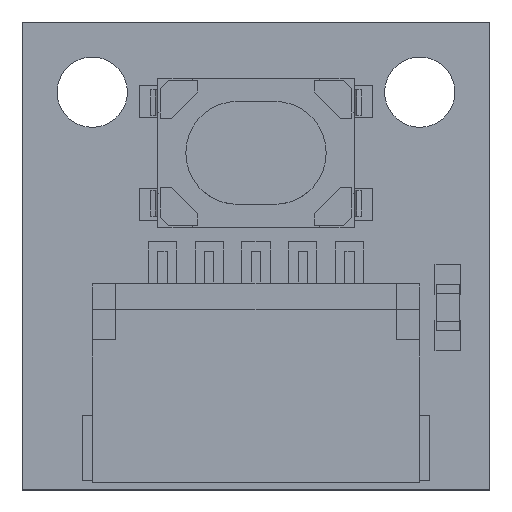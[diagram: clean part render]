
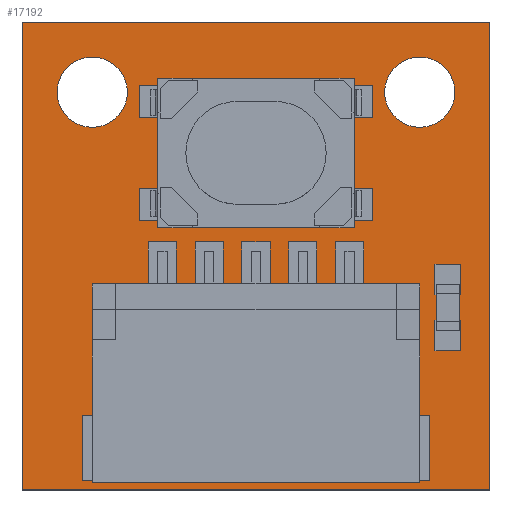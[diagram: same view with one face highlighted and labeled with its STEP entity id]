
A CAD part, top view. The second image highlights one B-rep face of the part: STEP entity #17192.
In plain terms, the highlighted planar face has unit normal (0, 0, 1).
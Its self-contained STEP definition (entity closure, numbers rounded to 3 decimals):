
#16716 = VERTEX_POINT('',#16717);
#16717 = CARTESIAN_POINT('',(15.,10.,0.6));
#16724 = PLANE('',#16725);
#16725 = AXIS2_PLACEMENT_3D('',#16726,#16727,#16728);
#16726 = CARTESIAN_POINT('',(15.,10.,0.));
#16727 = DIRECTION('',(0.,1.,0.));
#16728 = DIRECTION('',(1.,0.,0.));
#16736 = PLANE('',#16737);
#16737 = AXIS2_PLACEMENT_3D('',#16738,#16739,#16740);
#16738 = CARTESIAN_POINT('',(15.,20.,0.));
#16739 = DIRECTION('',(1.,0.,0.));
#16740 = DIRECTION('',(0.,-1.,0.));
#16748 = EDGE_CURVE('',#16716,#16749,#16751,.T.);
#16749 = VERTEX_POINT('',#16750);
#16750 = CARTESIAN_POINT('',(25.,10.,0.6));
#16751 = SURFACE_CURVE('',#16752,(#16756,#16763),.PCURVE_S1.);
#16752 = LINE('',#16753,#16754);
#16753 = CARTESIAN_POINT('',(15.,10.,0.6));
#16754 = VECTOR('',#16755,1.);
#16755 = DIRECTION('',(1.,0.,0.));
#16756 = PCURVE('',#16724,#16757);
#16757 = DEFINITIONAL_REPRESENTATION('',(#16758),#16762);
#16758 = LINE('',#16759,#16760);
#16759 = CARTESIAN_POINT('',(0.,-0.6));
#16760 = VECTOR('',#16761,1.);
#16761 = DIRECTION('',(1.,0.));
#16762 = ( GEOMETRIC_REPRESENTATION_CONTEXT(2) 
PARAMETRIC_REPRESENTATION_CONTEXT() REPRESENTATION_CONTEXT('2D SPACE',''
  ) );
#16763 = PCURVE('',#16764,#16769);
#16764 = PLANE('',#16765);
#16765 = AXIS2_PLACEMENT_3D('',#16766,#16767,#16768);
#16766 = CARTESIAN_POINT('',(20.,15.,0.6));
#16767 = DIRECTION('',(0.,0.,1.));
#16768 = DIRECTION('',(1.,0.,-0.));
#16769 = DEFINITIONAL_REPRESENTATION('',(#16770),#16774);
#16770 = LINE('',#16771,#16772);
#16771 = CARTESIAN_POINT('',(-5.,-5.));
#16772 = VECTOR('',#16773,1.);
#16773 = DIRECTION('',(1.,0.));
#16774 = ( GEOMETRIC_REPRESENTATION_CONTEXT(2) 
PARAMETRIC_REPRESENTATION_CONTEXT() REPRESENTATION_CONTEXT('2D SPACE',''
  ) );
#16792 = PLANE('',#16793);
#16793 = AXIS2_PLACEMENT_3D('',#16794,#16795,#16796);
#16794 = CARTESIAN_POINT('',(25.,10.,0.));
#16795 = DIRECTION('',(-1.,0.,0.));
#16796 = DIRECTION('',(0.,1.,0.));
#16836 = VERTEX_POINT('',#16837);
#16837 = CARTESIAN_POINT('',(15.,20.,0.6));
#16851 = PLANE('',#16852);
#16852 = AXIS2_PLACEMENT_3D('',#16853,#16854,#16855);
#16853 = CARTESIAN_POINT('',(25.,20.,0.));
#16854 = DIRECTION('',(0.,-1.,0.));
#16855 = DIRECTION('',(-1.,0.,0.));
#16863 = EDGE_CURVE('',#16836,#16716,#16864,.T.);
#16864 = SURFACE_CURVE('',#16865,(#16869,#16876),.PCURVE_S1.);
#16865 = LINE('',#16866,#16867);
#16866 = CARTESIAN_POINT('',(15.,20.,0.6));
#16867 = VECTOR('',#16868,1.);
#16868 = DIRECTION('',(0.,-1.,0.));
#16869 = PCURVE('',#16736,#16870);
#16870 = DEFINITIONAL_REPRESENTATION('',(#16871),#16875);
#16871 = LINE('',#16872,#16873);
#16872 = CARTESIAN_POINT('',(0.,-0.6));
#16873 = VECTOR('',#16874,1.);
#16874 = DIRECTION('',(1.,0.));
#16875 = ( GEOMETRIC_REPRESENTATION_CONTEXT(2) 
PARAMETRIC_REPRESENTATION_CONTEXT() REPRESENTATION_CONTEXT('2D SPACE',''
  ) );
#16876 = PCURVE('',#16764,#16877);
#16877 = DEFINITIONAL_REPRESENTATION('',(#16878),#16882);
#16878 = LINE('',#16879,#16880);
#16879 = CARTESIAN_POINT('',(-5.,5.));
#16880 = VECTOR('',#16881,1.);
#16881 = DIRECTION('',(0.,-1.));
#16882 = ( GEOMETRIC_REPRESENTATION_CONTEXT(2) 
PARAMETRIC_REPRESENTATION_CONTEXT() REPRESENTATION_CONTEXT('2D SPACE',''
  ) );
#16910 = EDGE_CURVE('',#16749,#16911,#16913,.T.);
#16911 = VERTEX_POINT('',#16912);
#16912 = CARTESIAN_POINT('',(25.,20.,0.6));
#16913 = SURFACE_CURVE('',#16914,(#16918,#16925),.PCURVE_S1.);
#16914 = LINE('',#16915,#16916);
#16915 = CARTESIAN_POINT('',(25.,10.,0.6));
#16916 = VECTOR('',#16917,1.);
#16917 = DIRECTION('',(0.,1.,0.));
#16918 = PCURVE('',#16792,#16919);
#16919 = DEFINITIONAL_REPRESENTATION('',(#16920),#16924);
#16920 = LINE('',#16921,#16922);
#16921 = CARTESIAN_POINT('',(0.,-0.6));
#16922 = VECTOR('',#16923,1.);
#16923 = DIRECTION('',(1.,0.));
#16924 = ( GEOMETRIC_REPRESENTATION_CONTEXT(2) 
PARAMETRIC_REPRESENTATION_CONTEXT() REPRESENTATION_CONTEXT('2D SPACE',''
  ) );
#16925 = PCURVE('',#16764,#16926);
#16926 = DEFINITIONAL_REPRESENTATION('',(#16927),#16931);
#16927 = LINE('',#16928,#16929);
#16928 = CARTESIAN_POINT('',(5.,-5.));
#16929 = VECTOR('',#16930,1.);
#16930 = DIRECTION('',(0.,1.));
#16931 = ( GEOMETRIC_REPRESENTATION_CONTEXT(2) 
PARAMETRIC_REPRESENTATION_CONTEXT() REPRESENTATION_CONTEXT('2D SPACE',''
  ) );
#16981 = EDGE_CURVE('',#16911,#16836,#16982,.T.);
#16982 = SURFACE_CURVE('',#16983,(#16987,#16994),.PCURVE_S1.);
#16983 = LINE('',#16984,#16985);
#16984 = CARTESIAN_POINT('',(25.,20.,0.6));
#16985 = VECTOR('',#16986,1.);
#16986 = DIRECTION('',(-1.,0.,0.));
#16987 = PCURVE('',#16851,#16988);
#16988 = DEFINITIONAL_REPRESENTATION('',(#16989),#16993);
#16989 = LINE('',#16990,#16991);
#16990 = CARTESIAN_POINT('',(0.,-0.6));
#16991 = VECTOR('',#16992,1.);
#16992 = DIRECTION('',(1.,0.));
#16993 = ( GEOMETRIC_REPRESENTATION_CONTEXT(2) 
PARAMETRIC_REPRESENTATION_CONTEXT() REPRESENTATION_CONTEXT('2D SPACE',''
  ) );
#16994 = PCURVE('',#16764,#16995);
#16995 = DEFINITIONAL_REPRESENTATION('',(#16996),#17000);
#16996 = LINE('',#16997,#16998);
#16997 = CARTESIAN_POINT('',(5.,5.));
#16998 = VECTOR('',#16999,1.);
#16999 = DIRECTION('',(-1.,0.));
#17000 = ( GEOMETRIC_REPRESENTATION_CONTEXT(2) 
PARAMETRIC_REPRESENTATION_CONTEXT() REPRESENTATION_CONTEXT('2D SPACE',''
  ) );
#17037 = CYLINDRICAL_SURFACE('',#17038,0.751);
#17038 = AXIS2_PLACEMENT_3D('',#17039,#17040,#17041);
#17039 = CARTESIAN_POINT('',(16.5,18.5,0.));
#17040 = DIRECTION('',(-0.,-0.,-1.));
#17041 = DIRECTION('',(1.,0.,0.));
#17057 = VERTEX_POINT('',#17058);
#17058 = CARTESIAN_POINT('',(17.251,18.5,0.6));
#17079 = EDGE_CURVE('',#17057,#17057,#17080,.T.);
#17080 = SURFACE_CURVE('',#17081,(#17086,#17093),.PCURVE_S1.);
#17081 = CIRCLE('',#17082,0.751);
#17082 = AXIS2_PLACEMENT_3D('',#17083,#17084,#17085);
#17083 = CARTESIAN_POINT('',(16.5,18.5,0.6));
#17084 = DIRECTION('',(0.,0.,1.));
#17085 = DIRECTION('',(1.,0.,-0.));
#17086 = PCURVE('',#17037,#17087);
#17087 = DEFINITIONAL_REPRESENTATION('',(#17088),#17092);
#17088 = LINE('',#17089,#17090);
#17089 = CARTESIAN_POINT('',(6.283,-0.6));
#17090 = VECTOR('',#17091,1.);
#17091 = DIRECTION('',(-1.,0.));
#17092 = ( GEOMETRIC_REPRESENTATION_CONTEXT(2) 
PARAMETRIC_REPRESENTATION_CONTEXT() REPRESENTATION_CONTEXT('2D SPACE',''
  ) );
#17093 = PCURVE('',#16764,#17094);
#17094 = DEFINITIONAL_REPRESENTATION('',(#17095),#17099);
#17095 = CIRCLE('',#17096,0.751);
#17096 = AXIS2_PLACEMENT_2D('',#17097,#17098);
#17097 = CARTESIAN_POINT('',(-3.5,3.5));
#17098 = DIRECTION('',(1.,0.));
#17099 = ( GEOMETRIC_REPRESENTATION_CONTEXT(2) 
PARAMETRIC_REPRESENTATION_CONTEXT() REPRESENTATION_CONTEXT('2D SPACE',''
  ) );
#17115 = CYLINDRICAL_SURFACE('',#17116,0.751);
#17116 = AXIS2_PLACEMENT_3D('',#17117,#17118,#17119);
#17117 = CARTESIAN_POINT('',(23.5,18.5,0.));
#17118 = DIRECTION('',(-0.,-0.,-1.));
#17119 = DIRECTION('',(1.,0.,0.));
#17135 = VERTEX_POINT('',#17136);
#17136 = CARTESIAN_POINT('',(24.251,18.5,0.6));
#17157 = EDGE_CURVE('',#17135,#17135,#17158,.T.);
#17158 = SURFACE_CURVE('',#17159,(#17164,#17171),.PCURVE_S1.);
#17159 = CIRCLE('',#17160,0.751);
#17160 = AXIS2_PLACEMENT_3D('',#17161,#17162,#17163);
#17161 = CARTESIAN_POINT('',(23.5,18.5,0.6));
#17162 = DIRECTION('',(0.,0.,1.));
#17163 = DIRECTION('',(1.,0.,-0.));
#17164 = PCURVE('',#17115,#17165);
#17165 = DEFINITIONAL_REPRESENTATION('',(#17166),#17170);
#17166 = LINE('',#17167,#17168);
#17167 = CARTESIAN_POINT('',(6.283,-0.6));
#17168 = VECTOR('',#17169,1.);
#17169 = DIRECTION('',(-1.,0.));
#17170 = ( GEOMETRIC_REPRESENTATION_CONTEXT(2) 
PARAMETRIC_REPRESENTATION_CONTEXT() REPRESENTATION_CONTEXT('2D SPACE',''
  ) );
#17171 = PCURVE('',#16764,#17172);
#17172 = DEFINITIONAL_REPRESENTATION('',(#17173),#17177);
#17173 = CIRCLE('',#17174,0.751);
#17174 = AXIS2_PLACEMENT_2D('',#17175,#17176);
#17175 = CARTESIAN_POINT('',(3.5,3.5));
#17176 = DIRECTION('',(1.,0.));
#17177 = ( GEOMETRIC_REPRESENTATION_CONTEXT(2) 
PARAMETRIC_REPRESENTATION_CONTEXT() REPRESENTATION_CONTEXT('2D SPACE',''
  ) );
#17192 = ADVANCED_FACE('',(#17193,#17199,#17202),#16764,.T.);
#17193 = FACE_BOUND('',#17194,.T.);
#17194 = EDGE_LOOP('',(#17195,#17196,#17197,#17198));
#17195 = ORIENTED_EDGE('',*,*,#16748,.T.);
#17196 = ORIENTED_EDGE('',*,*,#16910,.T.);
#17197 = ORIENTED_EDGE('',*,*,#16981,.T.);
#17198 = ORIENTED_EDGE('',*,*,#16863,.T.);
#17199 = FACE_BOUND('',#17200,.T.);
#17200 = EDGE_LOOP('',(#17201));
#17201 = ORIENTED_EDGE('',*,*,#17079,.F.);
#17202 = FACE_BOUND('',#17203,.T.);
#17203 = EDGE_LOOP('',(#17204));
#17204 = ORIENTED_EDGE('',*,*,#17157,.F.);
